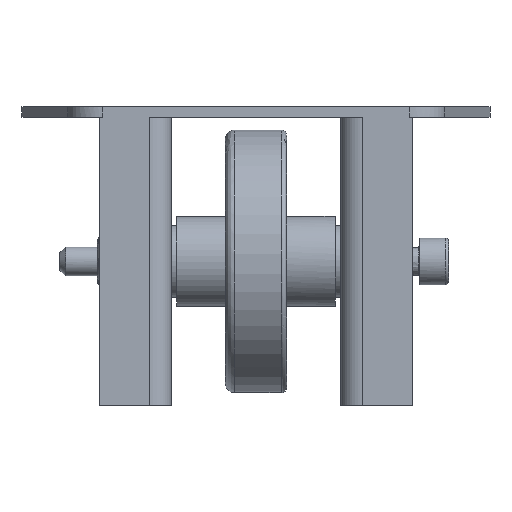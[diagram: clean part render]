
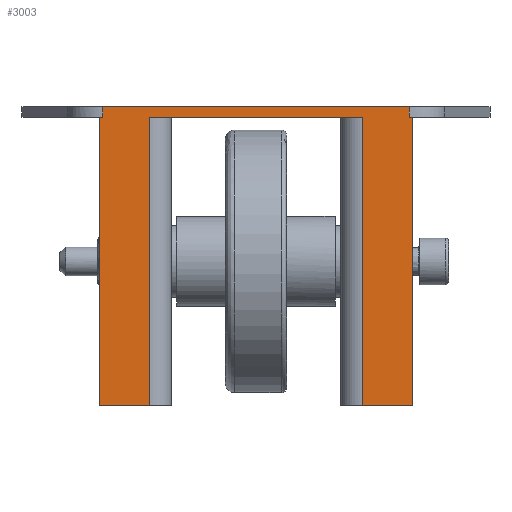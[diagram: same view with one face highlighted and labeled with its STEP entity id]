
A CAD part, front view. The second image highlights one B-rep face of the part: STEP entity #3003.
In plain terms, the highlighted planar face has unit normal (0, -1, 0).
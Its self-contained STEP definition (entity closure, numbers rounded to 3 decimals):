
#3003=ADVANCED_FACE('',(#6806),#6808,.T.);
#6806=FACE_BOUND('',#6807,.T.);
#6807=EDGE_LOOP('',(#9592,#9593,#9594,#9595,#9596,#9597,#9598,#9599,#9600,#9601,
#9602,#9603));
#6808=PLANE('',#6809);
#6809=AXIS2_PLACEMENT_3D('',#6810,#6811,#6812);
#6810=CARTESIAN_POINT('',(-26.937,13.937,18.844));
#6811=DIRECTION('',(0.,-1.,0.));
#6812=DIRECTION('',(1.,0.,0.));
#9592=ORIENTED_EDGE('',*,*,#10850,.T.);
#9593=ORIENTED_EDGE('',*,*,#10851,.T.);
#9594=ORIENTED_EDGE('',*,*,#10852,.F.);
#9595=ORIENTED_EDGE('',*,*,#10853,.T.);
#9596=ORIENTED_EDGE('',*,*,#10845,.T.);
#9597=ORIENTED_EDGE('',*,*,#10849,.F.);
#9598=ORIENTED_EDGE('',*,*,#10854,.T.);
#9599=ORIENTED_EDGE('',*,*,#10213,.F.);
#9600=ORIENTED_EDGE('',*,*,#10855,.F.);
#9601=ORIENTED_EDGE('',*,*,#10856,.F.);
#9602=ORIENTED_EDGE('',*,*,#10857,.F.);
#9603=ORIENTED_EDGE('',*,*,#10858,.T.);
#10213=EDGE_CURVE('',#11481,#11483,#11484,.T.);
#10845=EDGE_CURVE('',#12517,#12515,#12518,.T.);
#10849=EDGE_CURVE('',#12522,#12515,#12524,.T.);
#10850=EDGE_CURVE('',#12525,#12526,#12527,.T.);
#10851=EDGE_CURVE('',#12526,#12528,#12529,.T.);
#10852=EDGE_CURVE('',#12530,#12528,#12531,.T.);
#10853=EDGE_CURVE('',#12530,#12517,#12532,.T.);
#10854=EDGE_CURVE('',#12522,#11483,#12533,.T.);
#10855=EDGE_CURVE('',#12534,#11481,#12535,.T.);
#10856=EDGE_CURVE('',#12536,#12534,#12537,.T.);
#10857=EDGE_CURVE('',#12538,#12536,#12539,.T.);
#10858=EDGE_CURVE('',#12538,#12525,#12540,.T.);
#11481=VERTEX_POINT('',#18598);
#11483=VERTEX_POINT('',#18682);
#11484=LINE('',#18683,#18684);
#12515=VERTEX_POINT('',#23018);
#12517=VERTEX_POINT('',#23022);
#12518=LINE('',#23023,#23024);
#12522=VERTEX_POINT('',#23033);
#12524=LINE('',#23050,#23051);
#12525=VERTEX_POINT('',#23053);
#12526=VERTEX_POINT('',#23054);
#12527=LINE('',#23055,#23056);
#12528=VERTEX_POINT('',#23058);
#12529=LINE('',#23059,#23060);
#12530=VERTEX_POINT('',#23062);
#12531=LINE('',#23063,#23064);
#12532=LINE('',#23066,#23067);
#12533=LINE('',#23069,#23070);
#12534=VERTEX_POINT('',#23072);
#12535=LINE('',#23073,#23074);
#12536=VERTEX_POINT('',#23076);
#12537=LINE('',#23077,#23078);
#12538=VERTEX_POINT('',#23080);
#12539=LINE('',#23081,#23082);
#12540=LINE('',#23084,#23085);
#18598=CARTESIAN_POINT('',(-26.026,13.937,101.844));
#18682=CARTESIAN_POINT('',(59.153,13.937,101.844));
#18683=CARTESIAN_POINT('',(-26.026,13.937,101.844));
#18684=VECTOR('',#18685,1.);
#18685=DIRECTION('',(1.,0.,0.));
#23018=CARTESIAN_POINT('',(60.063,13.937,98.844));
#23022=CARTESIAN_POINT('',(60.063,13.937,18.844));
#23023=CARTESIAN_POINT('',(60.063,13.937,18.844));
#23024=VECTOR('',#23025,1.);
#23025=DIRECTION('',(0.,0.,1.));
#23033=CARTESIAN_POINT('',(59.153,13.937,98.844));
#23050=CARTESIAN_POINT('',(59.153,13.937,98.844));
#23051=VECTOR('',#23052,1.);
#23052=DIRECTION('',(1.,0.,0.));
#23053=CARTESIAN_POINT('',(-12.937,13.937,18.844));
#23054=CARTESIAN_POINT('',(-12.937,13.937,98.844));
#23055=CARTESIAN_POINT('',(-12.937,13.937,18.844));
#23056=VECTOR('',#23057,1.);
#23057=DIRECTION('',(0.,0.,1.));
#23058=CARTESIAN_POINT('',(46.063,13.937,98.844));
#23059=CARTESIAN_POINT('',(-12.937,13.937,98.844));
#23060=VECTOR('',#23061,1.);
#23061=DIRECTION('',(1.,0.,0.));
#23062=CARTESIAN_POINT('',(46.063,13.937,18.844));
#23063=CARTESIAN_POINT('',(46.063,13.937,18.844));
#23064=VECTOR('',#23065,1.);
#23065=DIRECTION('',(0.,0.,1.));
#23066=CARTESIAN_POINT('',(46.063,13.937,18.844));
#23067=VECTOR('',#23068,1.);
#23068=DIRECTION('',(1.,0.,0.));
#23069=CARTESIAN_POINT('',(59.153,13.937,98.844));
#23070=VECTOR('',#23071,1.);
#23071=DIRECTION('',(0.,0.,1.));
#23072=CARTESIAN_POINT('',(-26.026,13.937,98.844));
#23073=CARTESIAN_POINT('',(-26.026,13.937,98.844));
#23074=VECTOR('',#23075,1.);
#23075=DIRECTION('',(0.,0.,1.));
#23076=CARTESIAN_POINT('',(-26.937,13.937,98.844));
#23077=CARTESIAN_POINT('',(-26.937,13.937,98.844));
#23078=VECTOR('',#23079,1.);
#23079=DIRECTION('',(1.,0.,0.));
#23080=CARTESIAN_POINT('',(-26.937,13.937,18.844));
#23081=CARTESIAN_POINT('',(-26.937,13.937,18.844));
#23082=VECTOR('',#23083,1.);
#23083=DIRECTION('',(0.,0.,1.));
#23084=CARTESIAN_POINT('',(-26.937,13.937,18.844));
#23085=VECTOR('',#23086,1.);
#23086=DIRECTION('',(1.,0.,0.));
